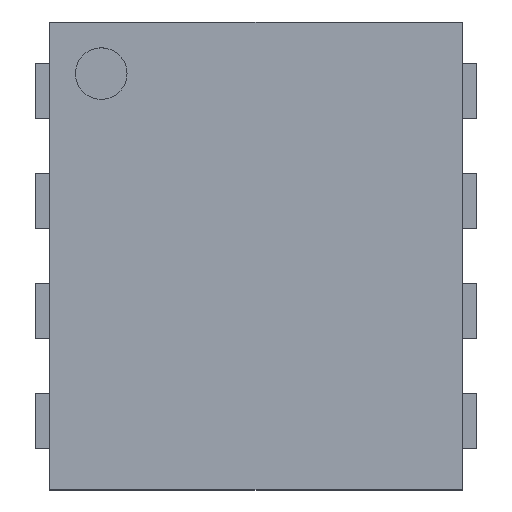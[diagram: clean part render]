
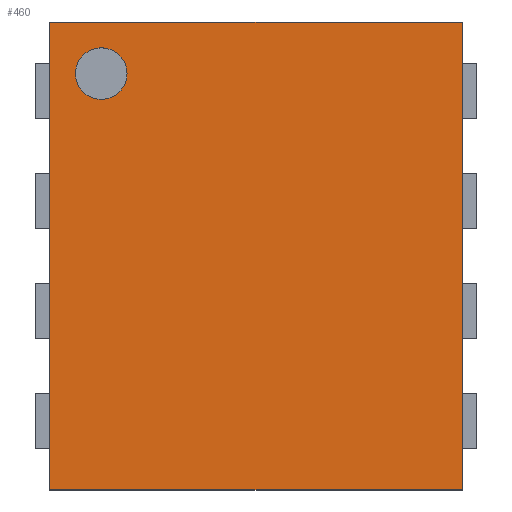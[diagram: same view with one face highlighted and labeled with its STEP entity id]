
A CAD part, top view. The second image highlights one B-rep face of the part: STEP entity #460.
In plain terms, the highlighted planar face has unit normal (0, 0, 1).
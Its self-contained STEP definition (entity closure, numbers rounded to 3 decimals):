
#51 = EDGE_LOOP ( 'NONE', ( #135, #517 ) ) ;
#60 = VECTOR ( 'NONE', #1484, 1000. ) ;
#79 = VECTOR ( 'NONE', #248, 1000. ) ;
#86 = FACE_OUTER_BOUND ( 'NONE', #369, .T. ) ;
#129 = CARTESIAN_POINT ( 'NONE',  ( -0.75, 0.85, 0.65 ) ) ;
#135 = ORIENTED_EDGE ( 'NONE', *, *, #1697, .F. ) ;
#186 = DIRECTION ( 'NONE',  ( 1., 0., 0. ) ) ;
#228 = DIRECTION ( 'NONE',  ( 1., 0., 0. ) ) ;
#246 = EDGE_CURVE ( 'NONE', #1391, #725, #264, .T. ) ;
#248 = DIRECTION ( 'NONE',  ( 1., 0., 0. ) ) ;
#264 = LINE ( 'NONE', #1315, #79 ) ;
#347 = CARTESIAN_POINT ( 'NONE',  ( -0.75, -0.85, 0.65 ) ) ;
#357 = CARTESIAN_POINT ( 'NONE',  ( -0.563, 0.662, 0.65 ) ) ;
#360 = VECTOR ( 'NONE', #1080, 1000. ) ;
#369 = EDGE_LOOP ( 'NONE', ( #1706, #764, #1567, #1493 ) ) ;
#380 = CARTESIAN_POINT ( 'NONE',  ( 0.75, -0.85, 0.65 ) ) ;
#415 = CARTESIAN_POINT ( 'NONE',  ( -0.75, -0.85, 0.65 ) ) ;
#460 = ADVANCED_FACE ( 'NONE', ( #86, #1647 ), #884, .T. ) ;
#479 = CARTESIAN_POINT ( 'NONE',  ( 0.75, -0.85, 0.65 ) ) ;
#496 = VERTEX_POINT ( 'NONE', #479 ) ;
#517 = ORIENTED_EDGE ( 'NONE', *, *, #938, .F. ) ;
#556 = VERTEX_POINT ( 'NONE', #1770 ) ;
#570 = CARTESIAN_POINT ( 'NONE',  ( -0.75, -0.85, 0.65 ) ) ;
#605 = AXIS2_PLACEMENT_3D ( 'NONE', #357, #1462, #186 ) ;
#645 = CARTESIAN_POINT ( 'NONE',  ( -0.563, 0.662, 0.65 ) ) ;
#725 = VERTEX_POINT ( 'NONE', #1125 ) ;
#764 = ORIENTED_EDGE ( 'NONE', *, *, #1461, .T. ) ;
#884 = PLANE ( 'NONE',  #1747 ) ;
#893 = DIRECTION ( 'NONE',  ( 0., 0., 1. ) ) ;
#938 = EDGE_CURVE ( 'NONE', #556, #1054, #939, .T. ) ;
#939 = CIRCLE ( 'NONE', #1445, 0.094 ) ;
#989 = EDGE_CURVE ( 'NONE', #496, #725, #1530, .T. ) ;
#1054 = VERTEX_POINT ( 'NONE', #1057 ) ;
#1057 = CARTESIAN_POINT ( 'NONE',  ( -0.469, 0.662, 0.65 ) ) ;
#1080 = DIRECTION ( 'NONE',  ( 1., 0., 0. ) ) ;
#1125 = CARTESIAN_POINT ( 'NONE',  ( 0.75, 0.85, 0.65 ) ) ;
#1199 = LINE ( 'NONE', #415, #360 ) ;
#1225 = CARTESIAN_POINT ( 'NONE',  ( -0.75, -0.85, 0.65 ) ) ;
#1315 = CARTESIAN_POINT ( 'NONE',  ( -0.75, 0.85, 0.65 ) ) ;
#1323 = EDGE_CURVE ( 'NONE', #1466, #1391, #1801, .T. ) ;
#1391 = VERTEX_POINT ( 'NONE', #129 ) ;
#1445 = AXIS2_PLACEMENT_3D ( 'NONE', #645, #1590, #1732 ) ;
#1461 = EDGE_CURVE ( 'NONE', #1466, #496, #1199, .T. ) ;
#1462 = DIRECTION ( 'NONE',  ( 0., 0., 1. ) ) ;
#1466 = VERTEX_POINT ( 'NONE', #570 ) ;
#1474 = VECTOR ( 'NONE', #1803, 1000. ) ;
#1484 = DIRECTION ( 'NONE',  ( 0., 1., 0. ) ) ;
#1493 = ORIENTED_EDGE ( 'NONE', *, *, #246, .F. ) ;
#1498 = CIRCLE ( 'NONE', #605, 0.094 ) ;
#1530 = LINE ( 'NONE', #380, #60 ) ;
#1567 = ORIENTED_EDGE ( 'NONE', *, *, #989, .T. ) ;
#1590 = DIRECTION ( 'NONE',  ( 0., 0., 1. ) ) ;
#1647 = FACE_BOUND ( 'NONE', #51, .T. ) ;
#1697 = EDGE_CURVE ( 'NONE', #1054, #556, #1498, .T. ) ;
#1706 = ORIENTED_EDGE ( 'NONE', *, *, #1323, .F. ) ;
#1732 = DIRECTION ( 'NONE',  ( 1., 0., 0. ) ) ;
#1747 = AXIS2_PLACEMENT_3D ( 'NONE', #347, #893, #228 ) ;
#1770 = CARTESIAN_POINT ( 'NONE',  ( -0.656, 0.662, 0.65 ) ) ;
#1801 = LINE ( 'NONE', #1225, #1474 ) ;
#1803 = DIRECTION ( 'NONE',  ( 0., 1., 0. ) ) ;
